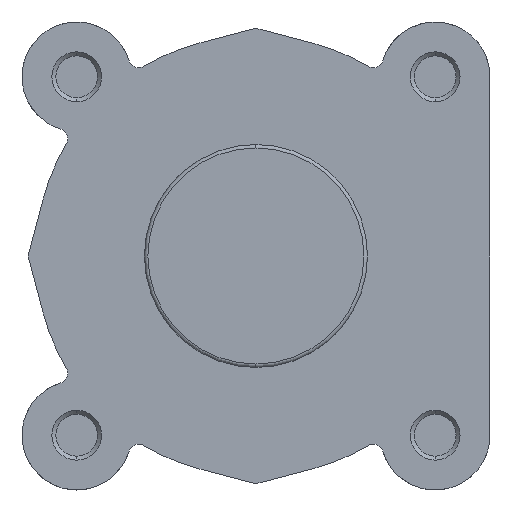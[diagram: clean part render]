
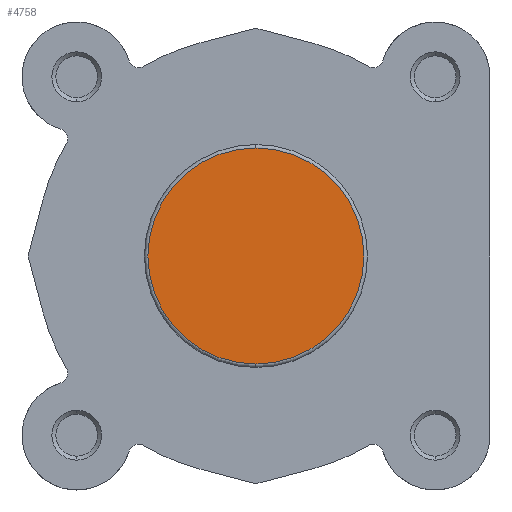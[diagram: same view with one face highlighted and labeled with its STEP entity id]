
A CAD part, left-side view. The second image highlights one B-rep face of the part: STEP entity #4758.
In plain terms, the highlighted planar face has unit normal (-1, 0, 0).
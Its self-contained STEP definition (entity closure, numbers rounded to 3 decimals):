
#600 = FACE_OUTER_BOUND ( 'NONE', #6000, .T. ) ;
#1235 = PLANE ( 'NONE',  #4468 ) ;
#1242 = CARTESIAN_POINT ( 'NONE',  ( 0., 22.4, 0. ) ) ;
#1250 = DIRECTION ( 'NONE',  ( 1., 0., 0. ) ) ;
#1251 = DIRECTION ( 'NONE',  ( 0., 0., -1. ) ) ;
#2278 = CARTESIAN_POINT ( 'NONE',  ( 0., 0., 21.7 ) ) ;
#2280 = CARTESIAN_POINT ( 'NONE',  ( 0., 0., -21.7 ) ) ;
#2642 = EDGE_CURVE ( 'NONE', #5478, #5480, #6345, .T. ) ;
#2766 = EDGE_CURVE ( 'NONE', #5480, #5478, #6515, .T. ) ;
#3087 = AXIS2_PLACEMENT_3D ( 'NONE', #3534, #3541, #3542 ) ;
#3162 = AXIS2_PLACEMENT_3D ( 'NONE', #3858, #3865, #3866 ) ;
#3534 = CARTESIAN_POINT ( 'NONE',  ( 0., 0., 0. ) ) ;
#3541 = DIRECTION ( 'NONE',  ( -1., 0., 0. ) ) ;
#3542 = DIRECTION ( 'NONE',  ( 0., 0., -1. ) ) ;
#3858 = CARTESIAN_POINT ( 'NONE',  ( 0., 0., 0. ) ) ;
#3865 = DIRECTION ( 'NONE',  ( -1., 0., 0. ) ) ;
#3866 = DIRECTION ( 'NONE',  ( 0., 0., -1. ) ) ;
#4468 = AXIS2_PLACEMENT_3D ( 'NONE', #1242, #1250, #1251 ) ;
#4758 = ADVANCED_FACE ( 'NONE', ( #600 ), #1235, .F. ) ;
#5478 = VERTEX_POINT ( 'NONE', #2278 ) ;
#5480 = VERTEX_POINT ( 'NONE', #2280 ) ;
#6000 = EDGE_LOOP ( 'NONE', ( #6933, #6925 ) ) ;
#6345 = CIRCLE ( 'NONE', #3087, 21.7 ) ;
#6515 = CIRCLE ( 'NONE', #3162, 21.7 ) ;
#6925 = ORIENTED_EDGE ( 'NONE', *, *, #2642, .T. ) ;
#6933 = ORIENTED_EDGE ( 'NONE', *, *, #2766, .T. ) ;
